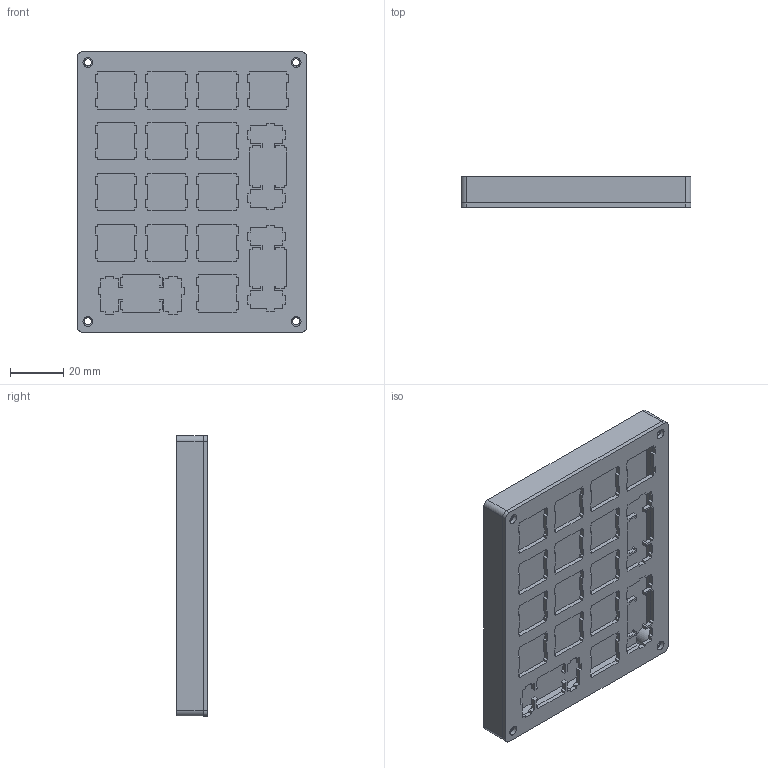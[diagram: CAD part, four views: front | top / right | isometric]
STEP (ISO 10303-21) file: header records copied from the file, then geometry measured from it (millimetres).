
FILE_DESCRIPTION(/* description */ ('STEP AP242','CAx-IF Rec.Pracs.---Representation and Presentation of Product Manufacturing Information (PMI)---4.0---2014-10-13','CAx-IF Rec.Pracs.---3D Tessellated Geometry---0.4---2014-09-14','2;1'),/* implementation_level */ '2;1');
FILE_NAME(/* name */ '66ab0eea23fdcb087be8a172',/* time_stamp */ '2024-08-01T04:28:26Z',/* author */ (''),/* organization */ (''),/* preprocessor_version */ 'ST-DEVELOPER v20',/* originating_system */ ' ',/* authorisation */ ' ');
FILE_SCHEMA (('AP242_MANAGED_MODEL_BASED_3D_ENGINEERING_MIM_LF { 1 0 10303 442 1 1 4 }'));
Length unit declared in the file: metre
Products named in the file (3): Assembly; Part 1
Assembly tree (2 placements, depth 2):
  Assembly
    Part 1
    Part 1
Bounding box: 86.2 x 11.59 x 105.25 mm (x, y, z)
Volume: 37966.6 mm3; surface area: 37479.3 mm2
Topology: 2 solids, 2 shells, 497 faces, 1484 edges, 992 vertices
Faces by surface type: plane 477, cylinder 20
Full cylindrical faces by diameter (mm): 2.705 x4, 3.658 x4
Entity records: 16457 total; most frequent: CARTESIAN_POINT 2952, ORIENTED_EDGE 2936, DIRECTION 2508, EDGE_CURVE 1468, LINE 1428, VECTOR 1428, VERTEX_POINT 984, EDGE_LOOP 556
